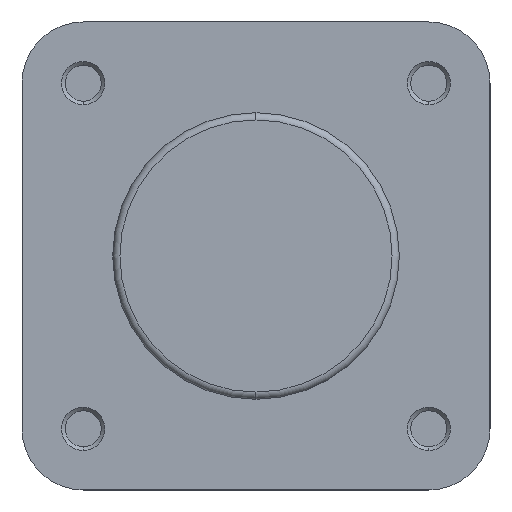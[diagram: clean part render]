
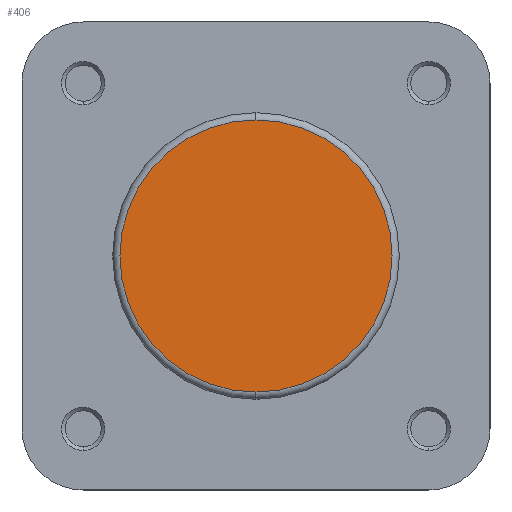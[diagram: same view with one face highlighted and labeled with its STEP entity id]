
A CAD part, left-side view. The second image highlights one B-rep face of the part: STEP entity #406.
In plain terms, the highlighted planar face has unit normal (-1, 0, 0).
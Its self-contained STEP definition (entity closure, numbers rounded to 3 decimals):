
#406 = ADVANCED_FACE ( 'NONE', ( #1472 ), #4739, .F. ) ;
#686 = CARTESIAN_POINT ( 'NONE',  ( 21., 0., -18.9 ) ) ;
#988 = CARTESIAN_POINT ( 'NONE',  ( 21., 0., 18.9 ) ) ;
#1066 = DIRECTION ( 'NONE',  ( 0., 0., -1. ) ) ;
#1069 = DIRECTION ( 'NONE',  ( -1., 0., 0. ) ) ;
#1096 = CARTESIAN_POINT ( 'NONE',  ( 21., 0., 0. ) ) ;
#1257 = DIRECTION ( 'NONE',  ( 0., 0., -1. ) ) ;
#1258 = DIRECTION ( 'NONE',  ( -1., 0., 0. ) ) ;
#1265 = CARTESIAN_POINT ( 'NONE',  ( 21., 0., 0. ) ) ;
#1472 = FACE_OUTER_BOUND ( 'NONE', #2868, .T. ) ;
#2064 = CIRCLE ( 'NONE', #2792, 18.9 ) ;
#2157 = CIRCLE ( 'NONE', #2788, 18.9 ) ;
#2697 = VERTEX_POINT ( 'NONE', #686 ) ;
#2747 = VERTEX_POINT ( 'NONE', #988 ) ;
#2788 = AXIS2_PLACEMENT_3D ( 'NONE', #1265, #1258, #1257 ) ;
#2792 = AXIS2_PLACEMENT_3D ( 'NONE', #1096, #1069, #1066 ) ;
#2868 = EDGE_LOOP ( 'NONE', ( #3265, #3264 ) ) ;
#3264 = ORIENTED_EDGE ( 'NONE', *, *, #3824, .T. ) ;
#3265 = ORIENTED_EDGE ( 'NONE', *, *, #3959, .T. ) ;
#3824 = EDGE_CURVE ( 'NONE', #2747, #2697, #2064, .T. ) ;
#3954 = AXIS2_PLACEMENT_3D ( 'NONE', #4694, #4645, #4641 ) ;
#3959 = EDGE_CURVE ( 'NONE', #2697, #2747, #2157, .T. ) ;
#4641 = DIRECTION ( 'NONE',  ( 0., 0., -1. ) ) ;
#4645 = DIRECTION ( 'NONE',  ( 1., 0., 0. ) ) ;
#4694 = CARTESIAN_POINT ( 'NONE',  ( 21., 19.9, 0. ) ) ;
#4739 = PLANE ( 'NONE',  #3954 ) ;
